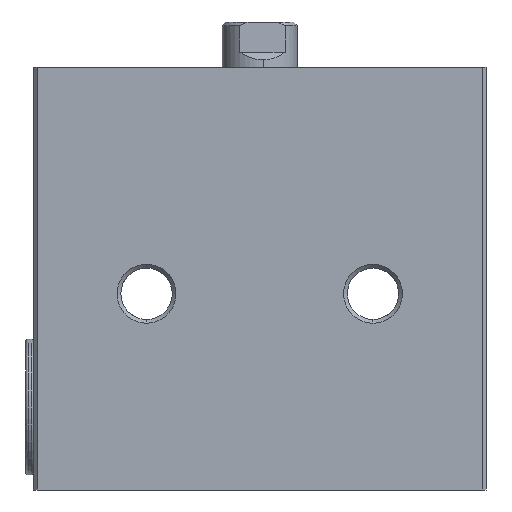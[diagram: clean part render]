
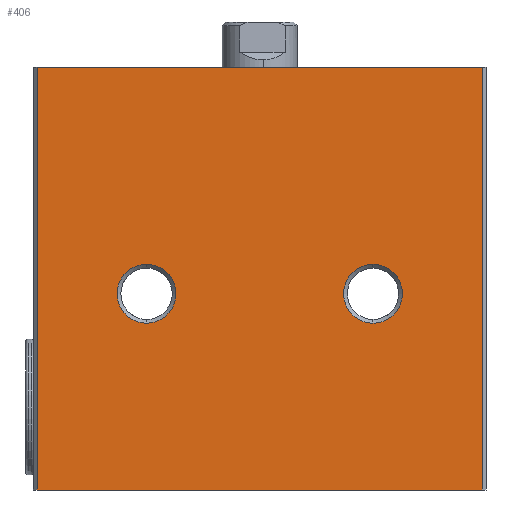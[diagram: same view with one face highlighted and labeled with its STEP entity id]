
A CAD part, front view. The second image highlights one B-rep face of the part: STEP entity #406.
In plain terms, the highlighted planar face has unit normal (0, -1, 0).
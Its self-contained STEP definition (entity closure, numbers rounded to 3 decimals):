
#27 = ORIENTED_EDGE ( 'NONE', *, *, #5452, .T. ) ;
#250 = EDGE_LOOP ( 'NONE', ( #2070, #3399, #1135, #4069 ) ) ;
#275 = LINE ( 'NONE', #816, #3288 ) ;
#359 = EDGE_CURVE ( 'NONE', #3965, #6944, #7022, .T. ) ;
#406 = ADVANCED_FACE ( 'NONE', ( #6659, #5233, #2062 ), #6438, .F. ) ;
#422 = CARTESIAN_POINT ( 'NONE',  ( 363.769, 33.899, 26. ) ) ;
#598 = LINE ( 'NONE', #5138, #5185 ) ;
#669 = CARTESIAN_POINT ( 'NONE',  ( 363.769, 33.899, 26. ) ) ;
#703 = AXIS2_PLACEMENT_3D ( 'NONE', #6562, #4851, #2886 ) ;
#713 = CIRCLE ( 'NONE', #5535, 3.9 ) ;
#816 = CARTESIAN_POINT ( 'NONE',  ( 319.269, 33.899, 0. ) ) ;
#854 = CARTESIAN_POINT ( 'NONE',  ( 378.269, 33.899, 0. ) ) ;
#1011 = DIRECTION ( 'NONE',  ( 0., 0., 1. ) ) ;
#1135 = ORIENTED_EDGE ( 'NONE', *, *, #2197, .F. ) ;
#1146 = EDGE_LOOP ( 'NONE', ( #27, #2576 ) ) ;
#1263 = VERTEX_POINT ( 'NONE', #7765 ) ;
#1271 = DIRECTION ( 'NONE',  ( 0., 0., 1. ) ) ;
#1443 = EDGE_CURVE ( 'NONE', #1263, #1533, #275, .T. ) ;
#1453 = CARTESIAN_POINT ( 'NONE',  ( 319.269, 33.899, 56. ) ) ;
#1533 = VERTEX_POINT ( 'NONE', #854 ) ;
#1858 = LINE ( 'NONE', #1948, #3441 ) ;
#1948 = CARTESIAN_POINT ( 'NONE',  ( 319.269, 33.899, 56. ) ) ;
#2062 = FACE_OUTER_BOUND ( 'NONE', #250, .T. ) ;
#2070 = ORIENTED_EDGE ( 'NONE', *, *, #1443, .T. ) ;
#2197 = EDGE_CURVE ( 'NONE', #5918, #3023, #1858, .T. ) ;
#2275 = VERTEX_POINT ( 'NONE', #3832 ) ;
#2356 = CARTESIAN_POINT ( 'NONE',  ( 319.269, 33.899, 56. ) ) ;
#2576 = ORIENTED_EDGE ( 'NONE', *, *, #4672, .T. ) ;
#2642 = CARTESIAN_POINT ( 'NONE',  ( 333.769, 33.899, 29.9 ) ) ;
#2837 = AXIS2_PLACEMENT_3D ( 'NONE', #422, #4611, #1011 ) ;
#2886 = DIRECTION ( 'NONE',  ( 0., 0., 1. ) ) ;
#3023 = VERTEX_POINT ( 'NONE', #5727 ) ;
#3118 = AXIS2_PLACEMENT_3D ( 'NONE', #5221, #5153, #6408 ) ;
#3237 = CARTESIAN_POINT ( 'NONE',  ( 363.769, 33.899, 29.9 ) ) ;
#3243 = DIRECTION ( 'NONE',  ( 0., 1., 0. ) ) ;
#3288 = VECTOR ( 'NONE', #5573, 1000. ) ;
#3399 = ORIENTED_EDGE ( 'NONE', *, *, #5986, .F. ) ;
#3441 = VECTOR ( 'NONE', #7340, 1000. ) ;
#3449 = EDGE_CURVE ( 'NONE', #5918, #1263, #6731, .T. ) ;
#3832 = CARTESIAN_POINT ( 'NONE',  ( 363.769, 33.899, 22.1 ) ) ;
#3965 = VERTEX_POINT ( 'NONE', #2642 ) ;
#4069 = ORIENTED_EDGE ( 'NONE', *, *, #3449, .T. ) ;
#4453 = CIRCLE ( 'NONE', #2837, 3.9 ) ;
#4461 = CIRCLE ( 'NONE', #6894, 3.9 ) ;
#4559 = CARTESIAN_POINT ( 'NONE',  ( 333.769, 33.899, 22.1 ) ) ;
#4611 = DIRECTION ( 'NONE',  ( 0., 1., 0. ) ) ;
#4672 = EDGE_CURVE ( 'NONE', #6789, #2275, #4461, .T. ) ;
#4851 = DIRECTION ( 'NONE',  ( 0., 1., 0. ) ) ;
#4870 = DIRECTION ( 'NONE',  ( 0., 1., 0. ) ) ;
#4895 = EDGE_CURVE ( 'NONE', #6944, #3965, #713, .T. ) ;
#5126 = VECTOR ( 'NONE', #5915, 1000. ) ;
#5138 = CARTESIAN_POINT ( 'NONE',  ( 378.269, 33.899, 56. ) ) ;
#5153 = DIRECTION ( 'NONE',  ( 0., 1., 0. ) ) ;
#5185 = VECTOR ( 'NONE', #5718, 1000. ) ;
#5221 = CARTESIAN_POINT ( 'NONE',  ( 319.269, 33.899, 56. ) ) ;
#5233 = FACE_BOUND ( 'NONE', #7425, .T. ) ;
#5452 = EDGE_CURVE ( 'NONE', #2275, #6789, #4453, .T. ) ;
#5535 = AXIS2_PLACEMENT_3D ( 'NONE', #6828, #3243, #7422 ) ;
#5573 = DIRECTION ( 'NONE',  ( 1., 0., 0. ) ) ;
#5718 = DIRECTION ( 'NONE',  ( 0., 0., -1. ) ) ;
#5727 = CARTESIAN_POINT ( 'NONE',  ( 378.269, 33.899, 56. ) ) ;
#5915 = DIRECTION ( 'NONE',  ( 0., 0., -1. ) ) ;
#5918 = VERTEX_POINT ( 'NONE', #1453 ) ;
#5986 = EDGE_CURVE ( 'NONE', #3023, #1533, #598, .T. ) ;
#6401 = ORIENTED_EDGE ( 'NONE', *, *, #359, .T. ) ;
#6408 = DIRECTION ( 'NONE',  ( 0., 0., 1. ) ) ;
#6424 = ORIENTED_EDGE ( 'NONE', *, *, #4895, .T. ) ;
#6438 = PLANE ( 'NONE',  #3118 ) ;
#6562 = CARTESIAN_POINT ( 'NONE',  ( 333.769, 33.899, 26. ) ) ;
#6659 = FACE_BOUND ( 'NONE', #1146, .T. ) ;
#6731 = LINE ( 'NONE', #2356, #5126 ) ;
#6789 = VERTEX_POINT ( 'NONE', #3237 ) ;
#6828 = CARTESIAN_POINT ( 'NONE',  ( 333.769, 33.899, 26. ) ) ;
#6894 = AXIS2_PLACEMENT_3D ( 'NONE', #669, #4870, #1271 ) ;
#6944 = VERTEX_POINT ( 'NONE', #4559 ) ;
#7022 = CIRCLE ( 'NONE', #703, 3.9 ) ;
#7340 = DIRECTION ( 'NONE',  ( 1., 0., 0. ) ) ;
#7422 = DIRECTION ( 'NONE',  ( 0., 0., 1. ) ) ;
#7425 = EDGE_LOOP ( 'NONE', ( #6424, #6401 ) ) ;
#7765 = CARTESIAN_POINT ( 'NONE',  ( 319.269, 33.899, 0. ) ) ;
